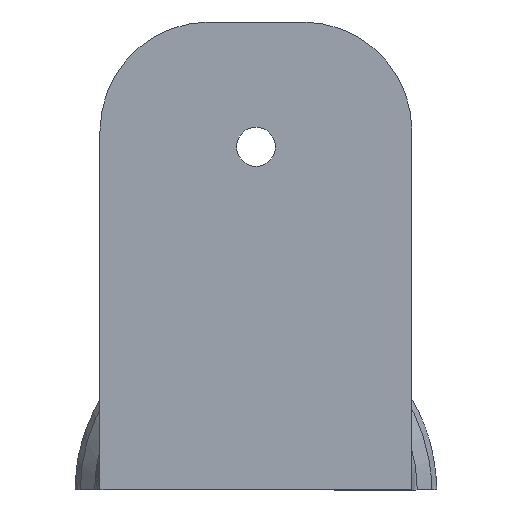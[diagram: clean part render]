
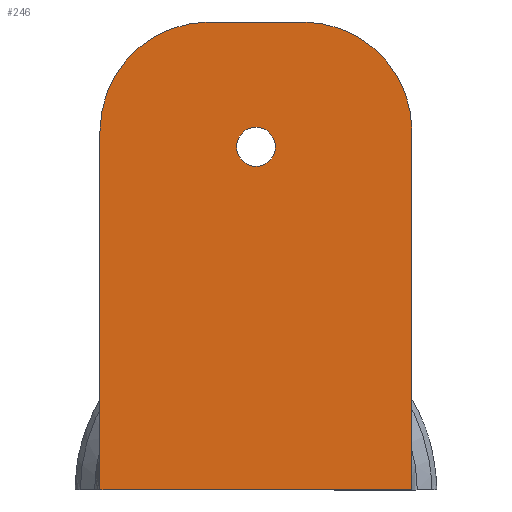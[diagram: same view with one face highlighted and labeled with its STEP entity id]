
A CAD part, front view. The second image highlights one B-rep face of the part: STEP entity #246.
In plain terms, the highlighted planar face has unit normal (0, -1, 0).
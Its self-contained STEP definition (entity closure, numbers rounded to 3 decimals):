
#15=FACE_BOUND('',#96,.T.);
#18=CIRCLE('',#271,7.);
#20=CIRCLE('',#275,7.);
#21=CIRCLE('',#276,1.25);
#31=LINE('',#475,#50);
#38=LINE('',#600,#57);
#40=LINE('',#604,#59);
#41=LINE('',#607,#60);
#50=VECTOR('',#291,10.);
#57=VECTOR('',#312,10.);
#59=VECTOR('',#316,10.);
#60=VECTOR('',#319,10.);
#69=PLANE('',#274);
#81=FACE_OUTER_BOUND('',#95,.T.);
#95=EDGE_LOOP('',(#205,#206,#207,#208,#209,#210));
#96=EDGE_LOOP('',(#211));
#118=VERTEX_POINT('',#472);
#119=VERTEX_POINT('',#474);
#123=VERTEX_POINT('',#591);
#124=VERTEX_POINT('',#592);
#127=VERTEX_POINT('',#603);
#128=VERTEX_POINT('',#605);
#129=VERTEX_POINT('',#608);
#141=EDGE_CURVE('',#119,#118,#31,.T.);
#150=EDGE_CURVE('',#123,#124,#18,.T.);
#154=EDGE_CURVE('',#118,#124,#38,.T.);
#156=EDGE_CURVE('',#123,#127,#40,.T.);
#157=EDGE_CURVE('',#128,#127,#20,.T.);
#158=EDGE_CURVE('',#128,#119,#41,.T.);
#159=EDGE_CURVE('',#129,#129,#21,.T.);
#205=ORIENTED_EDGE('',*,*,#150,.F.);
#206=ORIENTED_EDGE('',*,*,#156,.T.);
#207=ORIENTED_EDGE('',*,*,#157,.F.);
#208=ORIENTED_EDGE('',*,*,#158,.T.);
#209=ORIENTED_EDGE('',*,*,#141,.T.);
#210=ORIENTED_EDGE('',*,*,#154,.T.);
#211=ORIENTED_EDGE('',*,*,#159,.T.);
#246=ADVANCED_FACE('',(#81,#15),#69,.F.);
#271=AXIS2_PLACEMENT_3D('',#593,#304,#305);
#274=AXIS2_PLACEMENT_3D('',#602,#314,#315);
#275=AXIS2_PLACEMENT_3D('',#606,#317,#318);
#276=AXIS2_PLACEMENT_3D('',#609,#320,#321);
#291=DIRECTION('',(1.,0.,0.));
#304=DIRECTION('center_axis',(0.,1.,0.));
#305=DIRECTION('ref_axis',(0.707,0.,0.707));
#312=DIRECTION('',(0.,0.,1.));
#314=DIRECTION('center_axis',(0.,1.,0.));
#315=DIRECTION('ref_axis',(1.,0.,0.));
#316=DIRECTION('',(-1.,0.,0.));
#317=DIRECTION('center_axis',(0.,1.,0.));
#318=DIRECTION('ref_axis',(-0.707,0.,0.707));
#319=DIRECTION('',(0.,0.,-1.));
#320=DIRECTION('center_axis',(0.,1.,0.));
#321=DIRECTION('ref_axis',(1.,0.,0.));
#472=CARTESIAN_POINT('',(20.,-4.,0.));
#474=CARTESIAN_POINT('',(0.,-4.,0.));
#475=CARTESIAN_POINT('',(0.,-4.,0.));
#591=CARTESIAN_POINT('',(13.,-4.,30.));
#592=CARTESIAN_POINT('',(20.,-4.,23.));
#593=CARTESIAN_POINT('Origin',(13.,-4.,23.));
#600=CARTESIAN_POINT('',(20.,-4.,0.));
#602=CARTESIAN_POINT('Origin',(10.,-4.,15.));
#603=CARTESIAN_POINT('',(7.,-4.,30.));
#604=CARTESIAN_POINT('',(20.,-4.,30.));
#605=CARTESIAN_POINT('',(0.,-4.,23.));
#606=CARTESIAN_POINT('Origin',(7.,-4.,23.));
#607=CARTESIAN_POINT('',(0.,-4.,30.));
#608=CARTESIAN_POINT('',(8.75,-4.,22.));
#609=CARTESIAN_POINT('Origin',(10.,-4.,22.));
